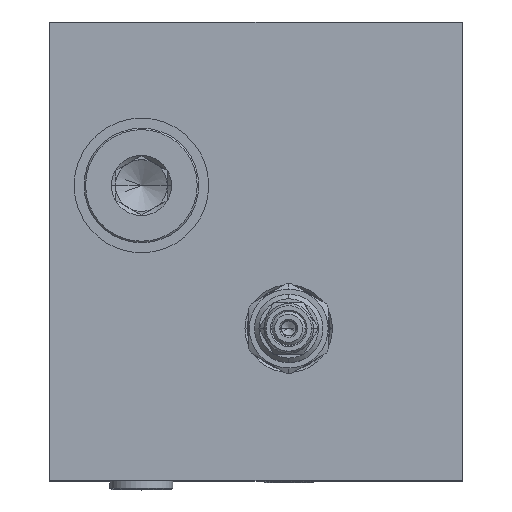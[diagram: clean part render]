
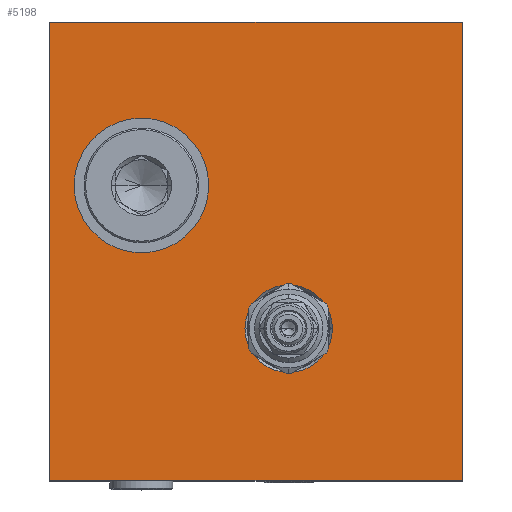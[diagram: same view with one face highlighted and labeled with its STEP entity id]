
A CAD part, top view. The second image highlights one B-rep face of the part: STEP entity #5198.
In plain terms, the highlighted planar face has unit normal (0, 0, 1).
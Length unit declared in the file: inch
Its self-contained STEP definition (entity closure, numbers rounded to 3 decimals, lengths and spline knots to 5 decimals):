
#163=DIRECTION('',(0.,-1.,0.));
#164=VECTOR('',#163,5.);
#165=CARTESIAN_POINT('',(0.,0.,4.5));
#166=LINE('',#165,#164);
#167=DIRECTION('',(-1.,0.,0.));
#168=VECTOR('',#167,4.5);
#169=CARTESIAN_POINT('',(4.5,0.,4.5));
#170=LINE('',#169,#168);
#171=DIRECTION('',(0.,1.,0.));
#172=VECTOR('',#171,5.);
#173=CARTESIAN_POINT('',(4.5,-5.,4.5));
#174=LINE('',#173,#172);
#175=DIRECTION('',(1.,0.,0.));
#176=VECTOR('',#175,4.5);
#177=CARTESIAN_POINT('',(0.,-5.,4.5));
#178=LINE('',#177,#176);
#179=CARTESIAN_POINT('',(1.,-1.783,4.5));
#180=DIRECTION('',(0.,0.,-1.));
#181=DIRECTION('',(-1.,0.,0.));
#182=AXIS2_PLACEMENT_3D('',#179,#180,#181);
#184=CARTESIAN_POINT('',(1.,-1.783,4.5));
#185=DIRECTION('',(0.,0.,-1.));
#186=DIRECTION('',(1.,0.,0.));
#187=AXIS2_PLACEMENT_3D('',#184,#185,#186);
#189=CARTESIAN_POINT('',(2.607,-3.345,4.5));
#190=DIRECTION('',(0.,0.,-1.));
#191=DIRECTION('',(-1.,0.,0.));
#192=AXIS2_PLACEMENT_3D('',#189,#190,#191);
#194=CARTESIAN_POINT('',(2.607,-3.345,4.5));
#195=DIRECTION('',(0.,0.,-1.));
#196=DIRECTION('',(1.,0.,0.));
#197=AXIS2_PLACEMENT_3D('',#194,#195,#196);
#4395=CARTESIAN_POINT('',(0.,0.,4.5));
#4396=CARTESIAN_POINT('',(0.,-5.,4.5));
#4397=VERTEX_POINT('',#4395);
#4398=VERTEX_POINT('',#4396);
#4399=CARTESIAN_POINT('',(4.5,-5.,4.5));
#4400=VERTEX_POINT('',#4399);
#4401=CARTESIAN_POINT('',(4.5,0.,4.5));
#4402=VERTEX_POINT('',#4401);
#4907=CARTESIAN_POINT('',(0.2655,-1.783,4.5));
#4908=CARTESIAN_POINT('',(1.7345,-1.783,4.5));
#4909=VERTEX_POINT('',#4907);
#4910=VERTEX_POINT('',#4908);
#4959=CARTESIAN_POINT('',(2.13,-3.345,4.5));
#4960=CARTESIAN_POINT('',(3.084,-3.345,4.5));
#4961=VERTEX_POINT('',#4959);
#4962=VERTEX_POINT('',#4960);
#5175=CARTESIAN_POINT('',(0.,0.,4.5));
#5176=DIRECTION('',(0.,0.,1.));
#5177=DIRECTION('',(1.,0.,0.));
#5178=AXIS2_PLACEMENT_3D('',#5175,#5176,#5177);
#5179=PLANE('',#5178);
#5180=ORIENTED_EDGE('',*,*,#5079,.F.);
#5181=ORIENTED_EDGE('',*,*,#5106,.F.);
#5182=ORIENTED_EDGE('',*,*,#5126,.F.);
#5183=ORIENTED_EDGE('',*,*,#5157,.F.);
#5184=EDGE_LOOP('',(#5180,#5181,#5182,#5183));
#5185=FACE_OUTER_BOUND('',#5184,.F.);
#5187=ORIENTED_EDGE('',*,*,#5186,.F.);
#5189=ORIENTED_EDGE('',*,*,#5188,.F.);
#5190=EDGE_LOOP('',(#5187,#5189));
#5191=FACE_BOUND('',#5190,.F.);
#5193=ORIENTED_EDGE('',*,*,#5192,.F.);
#5195=ORIENTED_EDGE('',*,*,#5194,.F.);
#5196=EDGE_LOOP('',(#5193,#5195));
#5197=FACE_BOUND('',#5196,.F.);
#5198=ADVANCED_FACE('',(#5185,#5191,#5197),#5179,.T.);
#183=CIRCLE('',#182,0.7345);
#188=CIRCLE('',#187,0.7345);
#193=CIRCLE('',#192,0.477);
#198=CIRCLE('',#197,0.477);
#5079=EDGE_CURVE('',#4397,#4398,#166,.T.);
#5106=EDGE_CURVE('',#4402,#4397,#170,.T.);
#5126=EDGE_CURVE('',#4400,#4402,#174,.T.);
#5157=EDGE_CURVE('',#4398,#4400,#178,.T.);
#5186=EDGE_CURVE('',#4909,#4910,#183,.T.);
#5188=EDGE_CURVE('',#4910,#4909,#188,.T.);
#5192=EDGE_CURVE('',#4961,#4962,#193,.T.);
#5194=EDGE_CURVE('',#4962,#4961,#198,.T.);
